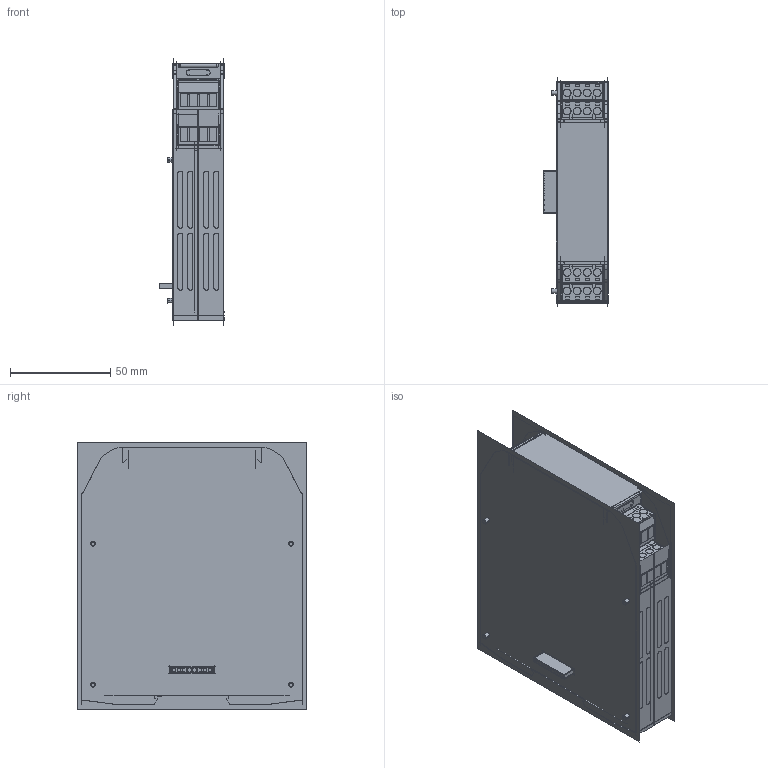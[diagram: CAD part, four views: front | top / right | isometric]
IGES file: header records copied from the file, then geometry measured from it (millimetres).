
Start section:  PTC IGES file: 174031_sm01.igs
Global section: file name: 174031_sm01.igs; native system: Creo Parametric by PTC Inc.; preprocessor: 2019292; author: PDMAdmin; organization: Unknown; date: 20220420.133428; units: millimetre
Bounding box: 32.3 x 114.57 x 133.48 mm (x, y, z)
Volume: 320837.1 mm3; surface area: 262120.7 mm2
Topology: 1 solids, 1 shells, 4360 faces, 21616 edges, 26387 vertices
Faces by surface type: bspline 3500, revolution 860
